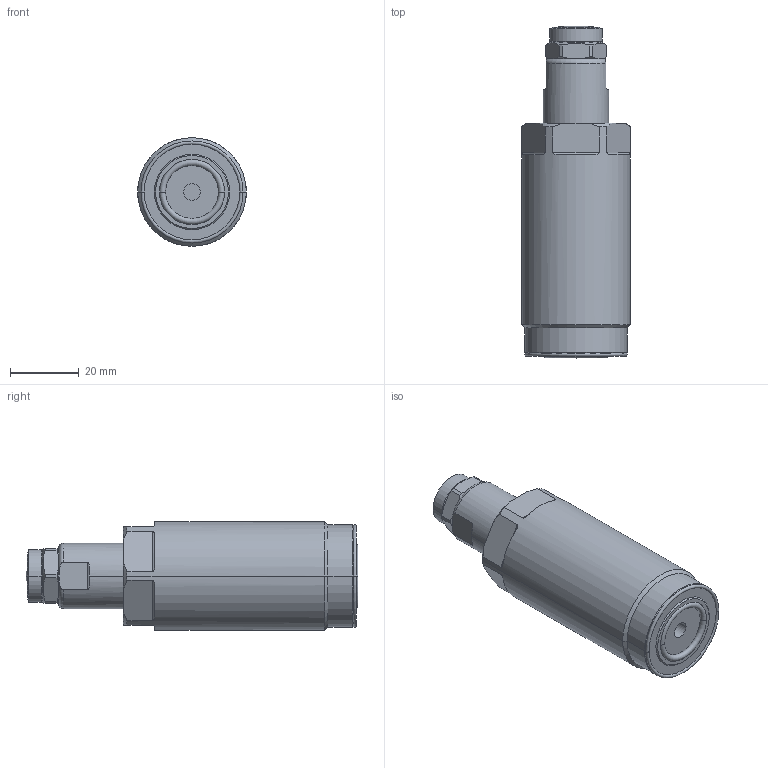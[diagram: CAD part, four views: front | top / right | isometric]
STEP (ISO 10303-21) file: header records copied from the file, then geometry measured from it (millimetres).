
FILE_DESCRIPTION((''),'2;1');
FILE_NAME('ILC10070816PS','2020-06-22T',('Asawyer'),(''),'PRO/ENGINEER BY PARAMETRIC TECHNOLOGY CORPORATION, 2013320','PRO/ENGINEER BY PARAMETRIC TECHNOLOGY CORPORATION, 2013320','');
FILE_SCHEMA(('CONFIG_CONTROL_DESIGN'));
Length unit declared in the file: inch
Products named in the file (1): ILC10070816PS
Bounding box: 31.6 x 96.62 x 31.6 mm (x, y, z)
Volume: 57718.5 mm3; surface area: 10772.9 mm2
Topology: 1 solids, 3 shells, 106 faces, 262 edges, 167 vertices
Faces by surface type: cylinder 34, plane 34, cone 28, torus 8, sphere 2
Entity records: 3524 total; most frequent: CARTESIAN_POINT 964, DIRECTION 542, ORIENTED_EDGE 516, EDGE_CURVE 260, AXIS2_PLACEMENT_3D 225, VERTEX_POINT 167, CIRCLE 118, EDGE_LOOP 115
